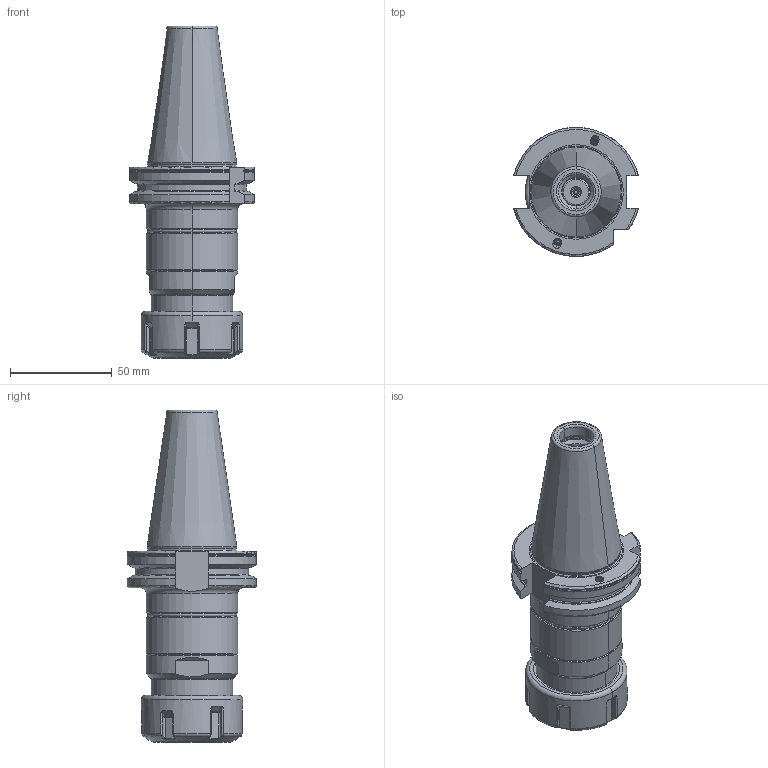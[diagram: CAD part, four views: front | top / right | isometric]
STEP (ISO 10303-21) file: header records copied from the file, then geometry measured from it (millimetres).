
FILE_DESCRIPTION((''),'2;1');
FILE_NAME('DC_403_16_02_20','2020-11-27T',('103090'),(''),'CREO PARAMETRIC BY PTC INC, 2016260','CREO PARAMETRIC BY PTC INC, 2016260','');
FILE_SCHEMA(('CONFIG_CONTROL_DESIGN'));
Length unit declared in the file: millimetre
Products named in the file (1): DC_403_16_02_20
Bounding box: 61.48 x 63.54 x 163.4 mm (x, y, z)
Volume: 194292.6 mm3; surface area: 39097.9 mm2
Topology: 2 solids, 2 shells, 384 faces, 924 edges, 559 vertices
Faces by surface type: plane 97, cylinder 84, torus 69, cone 62, bspline 60, sphere 12
Entity records: 14289 total; most frequent: CARTESIAN_POINT 5844, ORIENTED_EDGE 1844, DIRECTION 1614, EDGE_CURVE 922, AXIS2_PLACEMENT_3D 648, VERTEX_POINT 559, EDGE_LOOP 403, FACE_OUTER_BOUND 384
